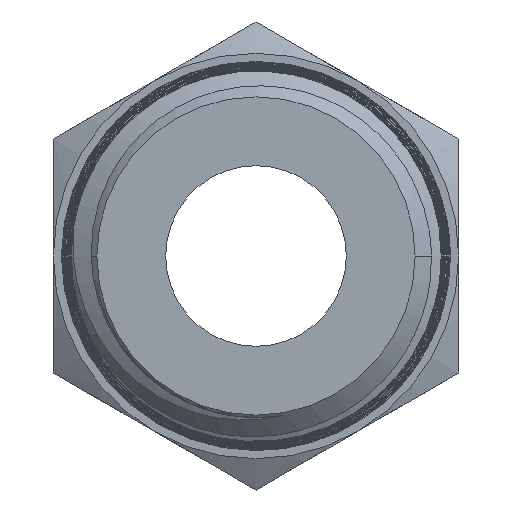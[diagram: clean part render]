
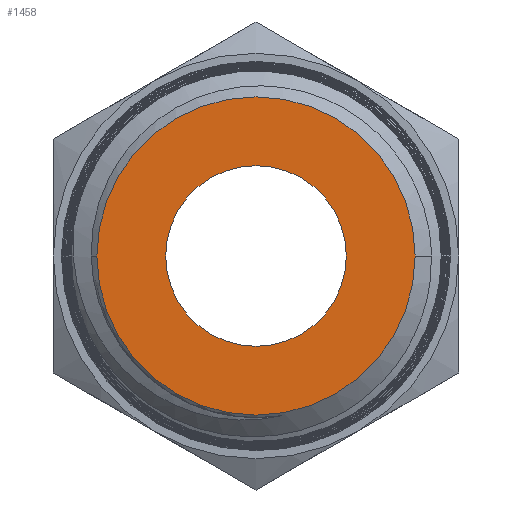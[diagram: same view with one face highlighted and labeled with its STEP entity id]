
A CAD part, front view. The second image highlights one B-rep face of the part: STEP entity #1458.
In plain terms, the highlighted face is planar.
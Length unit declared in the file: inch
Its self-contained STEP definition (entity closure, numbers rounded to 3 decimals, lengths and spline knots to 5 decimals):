
#26=FACE_BOUND('',#301,.T.);
#30=PLANE('',#1571);
#213=FACE_OUTER_BOUND('',#300,.T.);
#300=EDGE_LOOP('',(#1145,#1146));
#301=EDGE_LOOP('',(#1147,#1148));
#352=CIRCLE('',#1532,0.00768);
#356=CIRCLE('',#1544,0.01352);
#357=CIRCLE('',#1546,0.01352);
#361=CIRCLE('',#1572,0.00768);
#608=VERTEX_POINT('',#2453);
#609=VERTEX_POINT('',#2454);
#629=VERTEX_POINT('',#2975);
#630=VERTEX_POINT('',#2976);
#770=EDGE_CURVE('',#608,#609,#352,.T.);
#797=EDGE_CURVE('',#629,#630,#356,.T.);
#801=EDGE_CURVE('',#630,#629,#357,.T.);
#871=EDGE_CURVE('',#609,#608,#361,.T.);
#1145=ORIENTED_EDGE('',*,*,#801,.T.);
#1146=ORIENTED_EDGE('',*,*,#797,.T.);
#1147=ORIENTED_EDGE('',*,*,#770,.F.);
#1148=ORIENTED_EDGE('',*,*,#871,.F.);
#1458=ADVANCED_FACE('',(#213,#26),#30,.F.);
#1532=AXIS2_PLACEMENT_3D('',#2455,#1714,#1715);
#1544=AXIS2_PLACEMENT_3D('',#2977,#1747,#1748);
#1546=AXIS2_PLACEMENT_3D('',#3011,#1753,#1754);
#1571=AXIS2_PLACEMENT_3D('',#4875,#1824,#1825);
#1572=AXIS2_PLACEMENT_3D('',#4876,#1826,#1827);
#1714=DIRECTION('center_axis',(-1.,0.,0.));
#1715=DIRECTION('ref_axis',(0.,0.,1.));
#1747=DIRECTION('center_axis',(-1.,0.,0.));
#1748=DIRECTION('ref_axis',(0.,0.,-1.));
#1753=DIRECTION('center_axis',(-1.,0.,0.));
#1754=DIRECTION('ref_axis',(0.,0.,-1.));
#1824=DIRECTION('center_axis',(1.,0.,0.));
#1825=DIRECTION('ref_axis',(0.,0.,-1.));
#1826=DIRECTION('center_axis',(-1.,0.,0.));
#1827=DIRECTION('ref_axis',(0.,0.,1.));
#2453=CARTESIAN_POINT('',(-0.03504,0.00768,0.));
#2454=CARTESIAN_POINT('',(-0.03504,-0.00768,0.));
#2455=CARTESIAN_POINT('Origin',(-0.03504,0.,0.));
#2975=CARTESIAN_POINT('',(-0.03504,0.,0.01352));
#2976=CARTESIAN_POINT('',(-0.03504,0.,-0.01352));
#2977=CARTESIAN_POINT('Origin',(-0.03504,0.,
0.));
#3011=CARTESIAN_POINT('Origin',(-0.03504,0.,
0.));
#4875=CARTESIAN_POINT('Origin',(-0.03504,0.,
0.));
#4876=CARTESIAN_POINT('Origin',(-0.03504,0.,0.));
